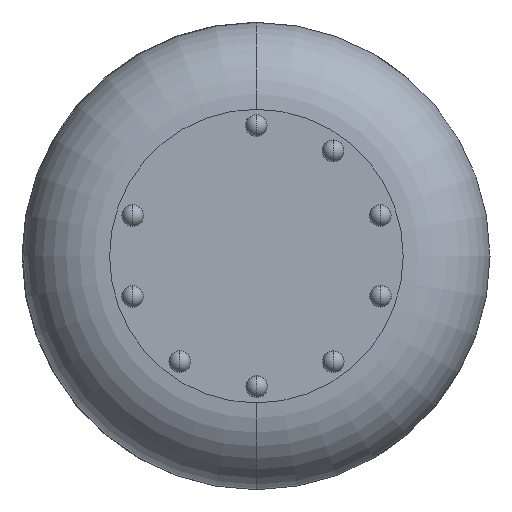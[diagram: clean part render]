
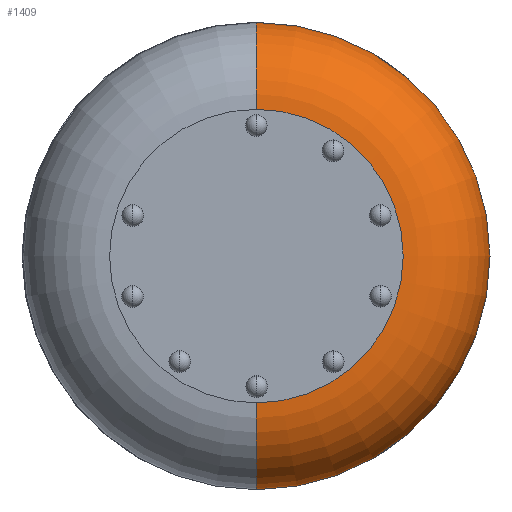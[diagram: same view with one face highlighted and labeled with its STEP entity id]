
A CAD part, left-side view. The second image highlights one B-rep face of the part: STEP entity #1409.
In plain terms, the highlighted toroidal (fillet/blend) face has major radius 6.765 mm and minor radius 4 mm.
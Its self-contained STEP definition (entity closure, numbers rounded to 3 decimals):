
#599 = FACE_OUTER_BOUND ( 'NONE', #7157, .T. ) ;
#836 = VERTEX_POINT ( 'NONE', #12439 ) ;
#894 = AXIS2_PLACEMENT_3D ( 'NONE', #7907, #9201, #6508 ) ;
#1337 = EDGE_CURVE ( 'NONE', #9263, #7339, #11706, .T. ) ;
#1409 = ADVANCED_FACE ( 'NONE', ( #599 ), #6932, .T. ) ;
#1757 = AXIS2_PLACEMENT_3D ( 'NONE', #7960, #13968, #6714 ) ;
#2295 = CIRCLE ( 'NONE', #3500, 4. ) ;
#2611 = CARTESIAN_POINT ( 'NONE',  ( 0., 4., -10.765 ) ) ;
#3065 = CARTESIAN_POINT ( 'NONE',  ( 0., 4., 6.765 ) ) ;
#3500 = AXIS2_PLACEMENT_3D ( 'NONE', #3065, #7851, #12677 ) ;
#4412 = ORIENTED_EDGE ( 'NONE', *, *, #13862, .F. ) ;
#4474 = ORIENTED_EDGE ( 'NONE', *, *, #4500, .F. ) ;
#4500 = EDGE_CURVE ( 'NONE', #9263, #8481, #10451, .T. ) ;
#6063 = CARTESIAN_POINT ( 'NONE',  ( 0., 0., 0. ) ) ;
#6508 = DIRECTION ( 'NONE',  ( 0., 0., -1. ) ) ;
#6714 = DIRECTION ( 'NONE',  ( 0., 0., 1. ) ) ;
#6932 = TOROIDAL_SURFACE ( 'NONE', #13737, 6.765, 4. ) ;
#7157 = EDGE_LOOP ( 'NONE', ( #4474, #14258, #4412, #15210 ) ) ;
#7339 = VERTEX_POINT ( 'NONE', #2611 ) ;
#7411 = DIRECTION ( 'NONE',  ( 0., 0., 1. ) ) ;
#7851 = DIRECTION ( 'NONE',  ( -1., 0., 0. ) ) ;
#7907 = CARTESIAN_POINT ( 'NONE',  ( 0., 4., -6.765 ) ) ;
#7960 = CARTESIAN_POINT ( 'NONE',  ( 0., 4., 0. ) ) ;
#8145 = CARTESIAN_POINT ( 'NONE',  ( 0., 0., 6.765 ) ) ;
#8481 = VERTEX_POINT ( 'NONE', #8145 ) ;
#8936 = AXIS2_PLACEMENT_3D ( 'NONE', #6063, #10969, #7411 ) ;
#9201 = DIRECTION ( 'NONE',  ( 1., 0., 0. ) ) ;
#9263 = VERTEX_POINT ( 'NONE', #12061 ) ;
#9861 = EDGE_CURVE ( 'NONE', #8481, #836, #2295, .T. ) ;
#10451 = CIRCLE ( 'NONE', #8936, 6.765 ) ;
#10610 = CARTESIAN_POINT ( 'NONE',  ( 0., 4., 0. ) ) ;
#10969 = DIRECTION ( 'NONE',  ( 0., -1., 0. ) ) ;
#11706 = CIRCLE ( 'NONE', #894, 4. ) ;
#12061 = CARTESIAN_POINT ( 'NONE',  ( 0., 0., -6.765 ) ) ;
#12439 = CARTESIAN_POINT ( 'NONE',  ( 0., 4., 10.765 ) ) ;
#12677 = DIRECTION ( 'NONE',  ( 0., 0., 1. ) ) ;
#13076 = CIRCLE ( 'NONE', #1757, 10.765 ) ;
#13204 = DIRECTION ( 'NONE',  ( 0., 0., 1. ) ) ;
#13737 = AXIS2_PLACEMENT_3D ( 'NONE', #10610, #14312, #13204 ) ;
#13862 = EDGE_CURVE ( 'NONE', #836, #7339, #13076, .T. ) ;
#13968 = DIRECTION ( 'NONE',  ( 0., 1., 0. ) ) ;
#14258 = ORIENTED_EDGE ( 'NONE', *, *, #1337, .T. ) ;
#14312 = DIRECTION ( 'NONE',  ( 0., 1., 0. ) ) ;
#15210 = ORIENTED_EDGE ( 'NONE', *, *, #9861, .F. ) ;
